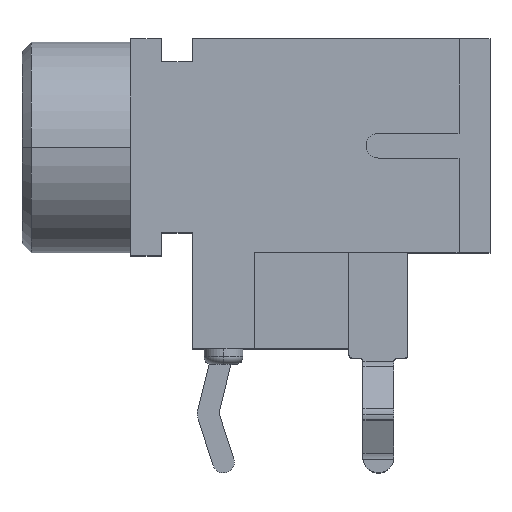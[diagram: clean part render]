
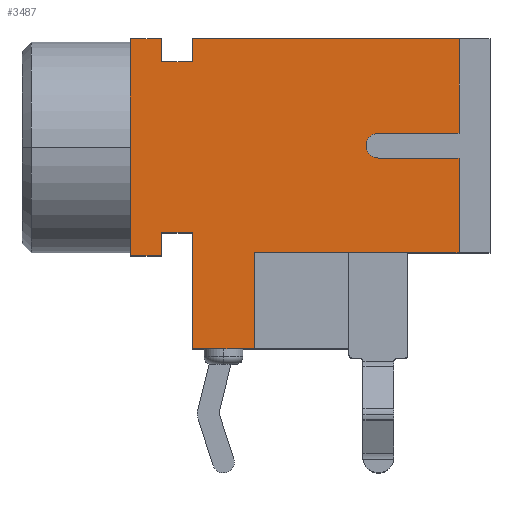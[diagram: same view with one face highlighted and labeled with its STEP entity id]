
A CAD part, top view. The second image highlights one B-rep face of the part: STEP entity #3487.
In plain terms, the highlighted planar face has unit normal (0, 0, 1).
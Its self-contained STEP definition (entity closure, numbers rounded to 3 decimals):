
#61 = EDGE_CURVE ( 'NONE', #2087, #4298, #5057, .T. ) ;
#84 = VECTOR ( 'NONE', #6354, 1000. ) ;
#87 = AXIS2_PLACEMENT_3D ( 'NONE', #1287, #2284, #2798 ) ;
#94 = DIRECTION ( 'NONE',  ( 0., 0., 1. ) ) ;
#99 = EDGE_CURVE ( 'NONE', #2242, #4169, #823, .T. ) ;
#111 = CARTESIAN_POINT ( 'NONE',  ( -2., 9.25, 6. ) ) ;
#192 = ORIENTED_EDGE ( 'NONE', *, *, #4558, .F. ) ;
#247 = LINE ( 'NONE', #1235, #5936 ) ;
#262 = DIRECTION ( 'NONE',  ( -1., 0., 0. ) ) ;
#264 = ORIENTED_EDGE ( 'NONE', *, *, #4945, .F. ) ;
#272 = DIRECTION ( 'NONE',  ( -1., 0., 0. ) ) ;
#282 = EDGE_CURVE ( 'NONE', #4298, #3734, #1062, .T. ) ;
#327 = EDGE_CURVE ( 'NONE', #6165, #4284, #2161, .T. ) ;
#345 = VECTOR ( 'NONE', #272, 1000. ) ;
#348 = DIRECTION ( 'NONE',  ( -1., 0., 0. ) ) ;
#437 = VECTOR ( 'NONE', #6667, 1000. ) ;
#477 = VERTEX_POINT ( 'NONE', #5727 ) ;
#481 = LINE ( 'NONE', #6370, #6586 ) ;
#647 = CARTESIAN_POINT ( 'NONE',  ( -2., 3., 6. ) ) ;
#823 = CIRCLE ( 'NONE', #87, 0.4 ) ;
#862 = DIRECTION ( 'NONE',  ( 0., 1., 0. ) ) ;
#1007 = VECTOR ( 'NONE', #862, 1000. ) ;
#1038 = CARTESIAN_POINT ( 'NONE',  ( 7.6, 10., 6. ) ) ;
#1062 = LINE ( 'NONE', #6089, #5960 ) ;
#1094 = CARTESIAN_POINT ( 'NONE',  ( 5., 6.55, 6. ) ) ;
#1193 = CARTESIAN_POINT ( 'NONE',  ( 5., 6.95, 6. ) ) ;
#1199 = CARTESIAN_POINT ( 'NONE',  ( -2., 3.75, 6. ) ) ;
#1206 = CARTESIAN_POINT ( 'NONE',  ( 7.6, 10., 6. ) ) ;
#1229 = ORIENTED_EDGE ( 'NONE', *, *, #3729, .F. ) ;
#1235 = CARTESIAN_POINT ( 'NONE',  ( -3., 3., 6. ) ) ;
#1271 = CARTESIAN_POINT ( 'NONE',  ( -2., 10., 6. ) ) ;
#1287 = CARTESIAN_POINT ( 'NONE',  ( 5., 6.55, 6. ) ) ;
#1328 = ORIENTED_EDGE ( 'NONE', *, *, #2826, .T. ) ;
#1335 = ORIENTED_EDGE ( 'NONE', *, *, #4571, .F. ) ;
#1563 = LINE ( 'NONE', #111, #3476 ) ;
#1617 = CARTESIAN_POINT ( 'NONE',  ( 1., 0., 6. ) ) ;
#1641 = EDGE_CURVE ( 'NONE', #4169, #3744, #2699, .T. ) ;
#1646 = CARTESIAN_POINT ( 'NONE',  ( -1., 3.75, 6. ) ) ;
#1650 = VECTOR ( 'NONE', #5464, 1000. ) ;
#1675 = EDGE_CURVE ( 'NONE', #4284, #4506, #247, .T. ) ;
#1842 = VERTEX_POINT ( 'NONE', #2842 ) ;
#1852 = AXIS2_PLACEMENT_3D ( 'NONE', #5109, #2556, #5596 ) ;
#2087 = VERTEX_POINT ( 'NONE', #1617 ) ;
#2097 = LINE ( 'NONE', #2626, #6137 ) ;
#2122 = VECTOR ( 'NONE', #348, 1000. ) ;
#2161 = LINE ( 'NONE', #5048, #437 ) ;
#2212 = ORIENTED_EDGE ( 'NONE', *, *, #327, .F. ) ;
#2242 = VERTEX_POINT ( 'NONE', #4314 ) ;
#2253 = VERTEX_POINT ( 'NONE', #1193 ) ;
#2284 = DIRECTION ( 'NONE',  ( 0., 0., 1. ) ) ;
#2302 = ORIENTED_EDGE ( 'NONE', *, *, #5536, .F. ) ;
#2456 = VERTEX_POINT ( 'NONE', #3999 ) ;
#2498 = CARTESIAN_POINT ( 'NONE',  ( -3., 10., 6. ) ) ;
#2542 = CARTESIAN_POINT ( 'NONE',  ( 7.6, 3.1, 6. ) ) ;
#2556 = DIRECTION ( 'NONE',  ( 0., 0., -1. ) ) ;
#2626 = CARTESIAN_POINT ( 'NONE',  ( 1., 3.1, 6. ) ) ;
#2642 = CARTESIAN_POINT ( 'NONE',  ( 5., 6.15, 6. ) ) ;
#2652 = EDGE_CURVE ( 'NONE', #6529, #1842, #5199, .T. ) ;
#2699 = LINE ( 'NONE', #5809, #84 ) ;
#2798 = DIRECTION ( 'NONE',  ( -1., 0., 0. ) ) ;
#2826 = EDGE_CURVE ( 'NONE', #477, #4506, #481, .T. ) ;
#2835 = VERTEX_POINT ( 'NONE', #1206 ) ;
#2842 = CARTESIAN_POINT ( 'NONE',  ( 1., 3.1, 6. ) ) ;
#2888 = DIRECTION ( 'NONE',  ( 0., -1., 0. ) ) ;
#2905 = ORIENTED_EDGE ( 'NONE', *, *, #4681, .F. ) ;
#2909 = ORIENTED_EDGE ( 'NONE', *, *, #282, .F. ) ;
#2992 = LINE ( 'NONE', #5369, #3873 ) ;
#3034 = DIRECTION ( 'NONE',  ( -1., 0., 0. ) ) ;
#3067 = EDGE_LOOP ( 'NONE', ( #5867, #5428, #4106, #2302, #2905, #3862, #1229, #1335, #4107, #192, #5982, #1328, #4640, #2212, #3735, #2909, #3714, #264, #5200 ) ) ;
#3156 = DIRECTION ( 'NONE',  ( 1., 0., 0. ) ) ;
#3222 = CARTESIAN_POINT ( 'NONE',  ( -1., 0., 6. ) ) ;
#3255 = CARTESIAN_POINT ( 'NONE',  ( -1., 3.75, 6. ) ) ;
#3327 = CARTESIAN_POINT ( 'NONE',  ( -3., 10., 6. ) ) ;
#3456 = LINE ( 'NONE', #2498, #6040 ) ;
#3476 = VECTOR ( 'NONE', #3156, 1000. ) ;
#3487 = ADVANCED_FACE ( 'NONE', ( #4697 ), #6637, .F. ) ;
#3496 = LINE ( 'NONE', #1646, #2122 ) ;
#3502 = VECTOR ( 'NONE', #3034, 1000. ) ;
#3620 = DIRECTION ( 'NONE',  ( 0., -1., 0. ) ) ;
#3714 = ORIENTED_EDGE ( 'NONE', *, *, #61, .F. ) ;
#3729 = EDGE_CURVE ( 'NONE', #5388, #2835, #5842, .T. ) ;
#3734 = VERTEX_POINT ( 'NONE', #3255 ) ;
#3735 = ORIENTED_EDGE ( 'NONE', *, *, #5943, .F. ) ;
#3744 = VERTEX_POINT ( 'NONE', #4261 ) ;
#3789 = AXIS2_PLACEMENT_3D ( 'NONE', #1094, #94, #6255 ) ;
#3812 = DIRECTION ( 'NONE',  ( 1., 0., 0. ) ) ;
#3861 = CARTESIAN_POINT ( 'NONE',  ( 7.6, 6.95, 6. ) ) ;
#3862 = ORIENTED_EDGE ( 'NONE', *, *, #6518, .F. ) ;
#3873 = VECTOR ( 'NONE', #5860, 1000. ) ;
#3980 = VECTOR ( 'NONE', #3812, 1000. ) ;
#3999 = CARTESIAN_POINT ( 'NONE',  ( -1., 9.25, 6. ) ) ;
#4019 = VECTOR ( 'NONE', #3620, 1000. ) ;
#4098 = DIRECTION ( 'NONE',  ( 0., 1., 0. ) ) ;
#4106 = ORIENTED_EDGE ( 'NONE', *, *, #99, .F. ) ;
#4107 = ORIENTED_EDGE ( 'NONE', *, *, #5981, .F. ) ;
#4132 = DIRECTION ( 'NONE',  ( 0., -1., 0. ) ) ;
#4169 = VERTEX_POINT ( 'NONE', #2642 ) ;
#4257 = DIRECTION ( 'NONE',  ( 0., -1., 0. ) ) ;
#4261 = CARTESIAN_POINT ( 'NONE',  ( 7.6, 6.15, 6. ) ) ;
#4284 = VERTEX_POINT ( 'NONE', #647 ) ;
#4298 = VERTEX_POINT ( 'NONE', #3222 ) ;
#4314 = CARTESIAN_POINT ( 'NONE',  ( 4.6, 6.55, 6. ) ) ;
#4506 = VERTEX_POINT ( 'NONE', #5933 ) ;
#4527 = LINE ( 'NONE', #6410, #6142 ) ;
#4558 = EDGE_CURVE ( 'NONE', #5681, #4929, #4527, .T. ) ;
#4571 = EDGE_CURVE ( 'NONE', #2456, #5388, #5091, .T. ) ;
#4640 = ORIENTED_EDGE ( 'NONE', *, *, #1675, .F. ) ;
#4681 = EDGE_CURVE ( 'NONE', #5168, #2253, #2992, .T. ) ;
#4697 = FACE_OUTER_BOUND ( 'NONE', #3067, .T. ) ;
#4910 = CARTESIAN_POINT ( 'NONE',  ( 5.95, 0., 6. ) ) ;
#4929 = VERTEX_POINT ( 'NONE', #5747 ) ;
#4945 = EDGE_CURVE ( 'NONE', #1842, #2087, #2097, .T. ) ;
#5048 = CARTESIAN_POINT ( 'NONE',  ( -2., 3.75, 6. ) ) ;
#5057 = LINE ( 'NONE', #4910, #345 ) ;
#5091 = LINE ( 'NONE', #5887, #1007 ) ;
#5109 = CARTESIAN_POINT ( 'NONE',  ( -3., 10., 6. ) ) ;
#5168 = VERTEX_POINT ( 'NONE', #3861 ) ;
#5199 = LINE ( 'NONE', #6146, #3502 ) ;
#5200 = ORIENTED_EDGE ( 'NONE', *, *, #2652, .F. ) ;
#5270 = DIRECTION ( 'NONE',  ( 1., 0., 0. ) ) ;
#5369 = CARTESIAN_POINT ( 'NONE',  ( -3., 6.95, 6. ) ) ;
#5377 = CARTESIAN_POINT ( 'NONE',  ( 7.6, 10., 6. ) ) ;
#5388 = VERTEX_POINT ( 'NONE', #6631 ) ;
#5402 = LINE ( 'NONE', #1038, #4019 ) ;
#5428 = ORIENTED_EDGE ( 'NONE', *, *, #1641, .F. ) ;
#5464 = DIRECTION ( 'NONE',  ( 0., -1., 0. ) ) ;
#5536 = EDGE_CURVE ( 'NONE', #2253, #2242, #6464, .T. ) ;
#5596 = DIRECTION ( 'NONE',  ( -1., 0., 0. ) ) ;
#5681 = VERTEX_POINT ( 'NONE', #1271 ) ;
#5687 = EDGE_CURVE ( 'NONE', #3744, #6529, #5756, .T. ) ;
#5727 = CARTESIAN_POINT ( 'NONE',  ( -3., 10., 6. ) ) ;
#5747 = CARTESIAN_POINT ( 'NONE',  ( -2., 9.25, 6. ) ) ;
#5756 = LINE ( 'NONE', #5377, #1650 ) ;
#5809 = CARTESIAN_POINT ( 'NONE',  ( -3., 6.15, 6. ) ) ;
#5842 = LINE ( 'NONE', #3327, #3980 ) ;
#5860 = DIRECTION ( 'NONE',  ( -1., 0., 0. ) ) ;
#5867 = ORIENTED_EDGE ( 'NONE', *, *, #5687, .F. ) ;
#5887 = CARTESIAN_POINT ( 'NONE',  ( -1., 10., 6. ) ) ;
#5933 = CARTESIAN_POINT ( 'NONE',  ( -3., 3., 6. ) ) ;
#5936 = VECTOR ( 'NONE', #262, 1000. ) ;
#5943 = EDGE_CURVE ( 'NONE', #3734, #6165, #3496, .T. ) ;
#5960 = VECTOR ( 'NONE', #4098, 1000. ) ;
#5981 = EDGE_CURVE ( 'NONE', #4929, #2456, #1563, .T. ) ;
#5982 = ORIENTED_EDGE ( 'NONE', *, *, #6568, .F. ) ;
#6040 = VECTOR ( 'NONE', #5270, 1000. ) ;
#6089 = CARTESIAN_POINT ( 'NONE',  ( -1., 3.75, 6. ) ) ;
#6137 = VECTOR ( 'NONE', #4132, 1000. ) ;
#6142 = VECTOR ( 'NONE', #2888, 1000. ) ;
#6146 = CARTESIAN_POINT ( 'NONE',  ( 0., 3.1, 6. ) ) ;
#6165 = VERTEX_POINT ( 'NONE', #1199 ) ;
#6255 = DIRECTION ( 'NONE',  ( -1., 0., 0. ) ) ;
#6354 = DIRECTION ( 'NONE',  ( 1., 0., 0. ) ) ;
#6370 = CARTESIAN_POINT ( 'NONE',  ( -3., 10., 6. ) ) ;
#6410 = CARTESIAN_POINT ( 'NONE',  ( -2., 10., 6. ) ) ;
#6464 = CIRCLE ( 'NONE', #3789, 0.4 ) ;
#6518 = EDGE_CURVE ( 'NONE', #2835, #5168, #5402, .T. ) ;
#6529 = VERTEX_POINT ( 'NONE', #2542 ) ;
#6568 = EDGE_CURVE ( 'NONE', #477, #5681, #3456, .T. ) ;
#6586 = VECTOR ( 'NONE', #4257, 1000. ) ;
#6631 = CARTESIAN_POINT ( 'NONE',  ( -1., 10., 6. ) ) ;
#6637 = PLANE ( 'NONE',  #1852 ) ;
#6667 = DIRECTION ( 'NONE',  ( 0., -1., 0. ) ) ;
